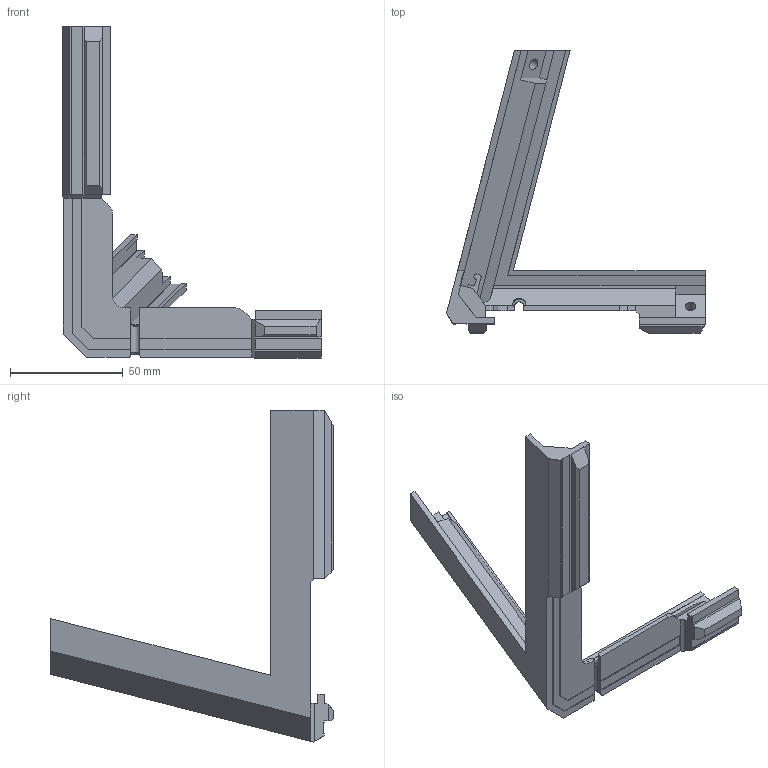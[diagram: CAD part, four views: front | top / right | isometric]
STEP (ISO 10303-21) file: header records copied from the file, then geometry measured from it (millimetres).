
FILE_DESCRIPTION(/* description */ (''),/* implementation_level */ '2;1');
FILE_NAME(/* name */ 'Bottom Corner RearLeft.step',/* time_stamp */ '2021-11-17T17:22:50+01:00',/* author */ (''),/* organization */ (''),/* preprocessor_version */ 'ST-DEVELOPER v18.1',/* originating_system */ 'Autodesk Translation Framework v10.10.0.1391',/* authorisation */ '');
FILE_SCHEMA (('AUTOMOTIVE_DESIGN { 1 0 10303 214 3 1 1 }'));
Length unit declared in the file: millimetre
Products named in the file (1): VCore Lid
Bounding box: 114.56 x 125.25 x 147.03 mm (x, y, z)
Volume: 78519.6 mm3; surface area: 29473.6 mm2
Topology: 1 solids, 1 shells, 129 faces, 362 edges, 238 vertices
Faces by surface type: plane 110, cylinder 17, bspline 2
Full cylindrical faces by diameter (mm): 4.6 x1, 4.9 x1, 5 x1
Entity records: 4352 total; most frequent: CARTESIAN_POINT 965, ORIENTED_EDGE 724, DIRECTION 646, EDGE_CURVE 362, LINE 318, VECTOR 318, VERTEX_POINT 238, AXIS2_PLACEMENT_3D 164
